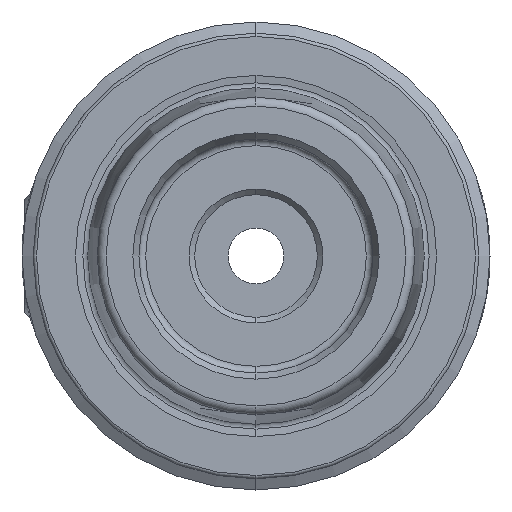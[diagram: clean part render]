
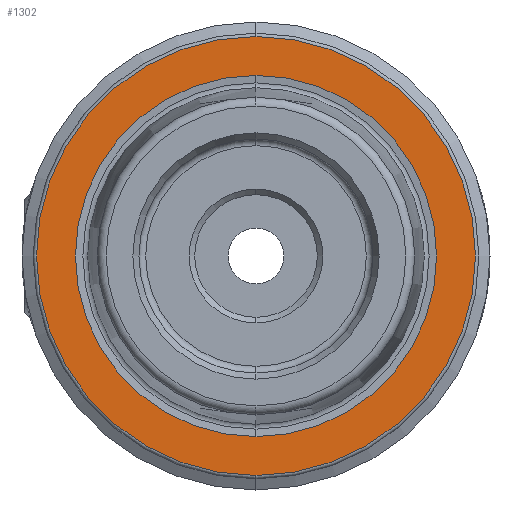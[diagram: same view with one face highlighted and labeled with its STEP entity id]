
A CAD part, left-side view. The second image highlights one B-rep face of the part: STEP entity #1302.
In plain terms, the highlighted planar face has unit normal (-1, 0, 0).
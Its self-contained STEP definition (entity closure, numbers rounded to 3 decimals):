
#200 = CIRCLE ( 'NONE', #1443, 16.207 ) ;
#408 = CARTESIAN_POINT ( 'NONE',  ( 0., 0., -16.207 ) ) ;
#522 = CARTESIAN_POINT ( 'NONE',  ( 0., 0., -19.7 ) ) ;
#532 = CARTESIAN_POINT ( 'NONE',  ( 0., 0., 16.207 ) ) ;
#543 = CARTESIAN_POINT ( 'NONE',  ( 0., 0., 19.7 ) ) ;
#600 = AXIS2_PLACEMENT_3D ( 'NONE', #3376, #3377, #3403 ) ;
#669 = DIRECTION ( 'NONE',  ( 0., 0., 1. ) ) ;
#670 = DIRECTION ( 'NONE',  ( -1., 0., 0. ) ) ;
#671 = CARTESIAN_POINT ( 'NONE',  ( 0., 0., 0. ) ) ;
#680 = EDGE_CURVE ( 'NONE', #3198, #2918, #200, .T. ) ;
#830 = DIRECTION ( 'NONE',  ( 1., 0., 0. ) ) ;
#831 = CARTESIAN_POINT ( 'NONE',  ( 0., 19.7, 0. ) ) ;
#833 = DIRECTION ( 'NONE',  ( 0., 0., -1. ) ) ;
#834 = PLANE ( 'NONE',  #4138 ) ;
#1176 = FACE_BOUND ( 'NONE', #3047, .T. ) ;
#1186 = FACE_OUTER_BOUND ( 'NONE', #2898, .T. ) ;
#1302 = ADVANCED_FACE ( 'NONE', ( #1176, #1186 ), #834, .F. ) ;
#1443 = AXIS2_PLACEMENT_3D ( 'NONE', #671, #670, #669 ) ;
#1871 = CARTESIAN_POINT ( 'NONE',  ( 0., 0., 0. ) ) ;
#1873 = DIRECTION ( 'NONE',  ( -1., 0., 0. ) ) ;
#1874 = DIRECTION ( 'NONE',  ( 0., 0., 1. ) ) ;
#1908 = DIRECTION ( 'NONE',  ( 0., 0., 1. ) ) ;
#1909 = DIRECTION ( 'NONE',  ( -1., 0., 0. ) ) ;
#1911 = CARTESIAN_POINT ( 'NONE',  ( 0., 0., 0. ) ) ;
#1989 = EDGE_CURVE ( 'NONE', #2990, #3204, #3931, .T. ) ;
#2003 = EDGE_CURVE ( 'NONE', #2918, #3198, #3900, .T. ) ;
#2070 = EDGE_CURVE ( 'NONE', #3204, #2990, #3907, .T. ) ;
#2391 = AXIS2_PLACEMENT_3D ( 'NONE', #1871, #1873, #1874 ) ;
#2474 = AXIS2_PLACEMENT_3D ( 'NONE', #1911, #1909, #1908 ) ;
#2711 = ORIENTED_EDGE ( 'NONE', *, *, #680, .F. ) ;
#2748 = ORIENTED_EDGE ( 'NONE', *, *, #2003, .F. ) ;
#2898 = EDGE_LOOP ( 'NONE', ( #3240, #3015 ) ) ;
#2918 = VERTEX_POINT ( 'NONE', #408 ) ;
#2990 = VERTEX_POINT ( 'NONE', #543 ) ;
#3015 = ORIENTED_EDGE ( 'NONE', *, *, #2070, .T. ) ;
#3047 = EDGE_LOOP ( 'NONE', ( #2711, #2748 ) ) ;
#3198 = VERTEX_POINT ( 'NONE', #532 ) ;
#3204 = VERTEX_POINT ( 'NONE', #522 ) ;
#3240 = ORIENTED_EDGE ( 'NONE', *, *, #1989, .T. ) ;
#3376 = CARTESIAN_POINT ( 'NONE',  ( 0., 0., 0. ) ) ;
#3377 = DIRECTION ( 'NONE',  ( -1., 0., 0. ) ) ;
#3403 = DIRECTION ( 'NONE',  ( 0., 0., 1. ) ) ;
#3900 = CIRCLE ( 'NONE', #2391, 16.207 ) ;
#3907 = CIRCLE ( 'NONE', #600, 19.7 ) ;
#3931 = CIRCLE ( 'NONE', #2474, 19.7 ) ;
#4138 = AXIS2_PLACEMENT_3D ( 'NONE', #831, #830, #833 ) ;
